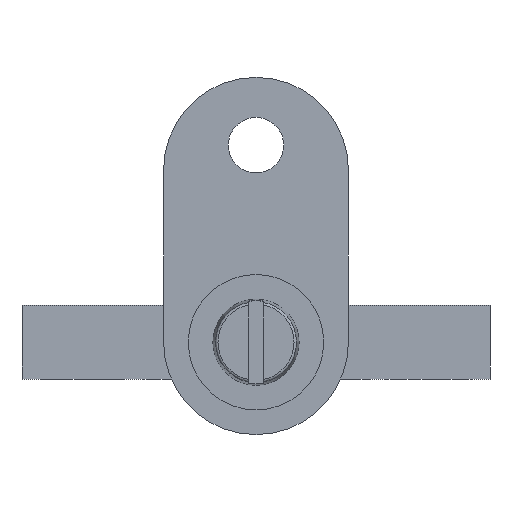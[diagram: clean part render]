
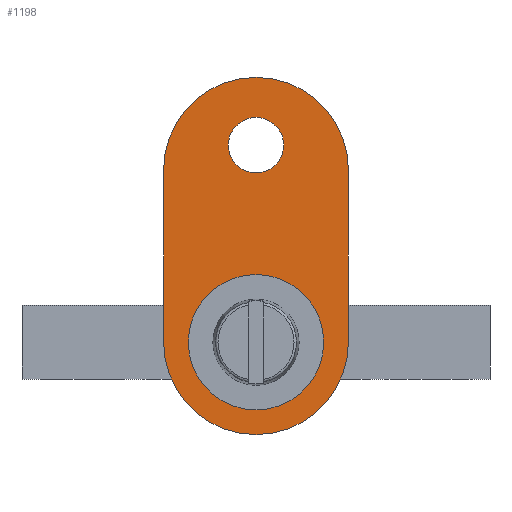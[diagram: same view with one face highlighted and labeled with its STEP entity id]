
A CAD part, front view. The second image highlights one B-rep face of the part: STEP entity #1198.
In plain terms, the highlighted planar face has unit normal (0, -1, 0).
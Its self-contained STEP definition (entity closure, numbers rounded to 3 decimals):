
#102=LINE('',#2230,#148);
#104=LINE('',#2237,#150);
#148=VECTOR('',#1653,14.);
#150=VECTOR('',#1661,14.);
#179=PLANE('',#1340);
#248=FACE_BOUND('',#506,.T.);
#249=FACE_BOUND('',#507,.T.);
#314=CIRCLE('',#1329,5.5);
#316=CIRCLE('',#1332,2.25);
#318=CIRCLE('',#1335,7.5);
#321=CIRCLE('',#1341,7.5);
#388=FACE_OUTER_BOUND('',#505,.T.);
#505=EDGE_LOOP('',(#1023,#1024,#1025,#1026));
#506=EDGE_LOOP('',(#1027));
#507=EDGE_LOOP('',(#1028));
#630=VERTEX_POINT('',#2207);
#632=VERTEX_POINT('',#2212);
#635=VERTEX_POINT('',#2218);
#636=VERTEX_POINT('',#2220);
#638=VERTEX_POINT('',#2226);
#641=VERTEX_POINT('',#2236);
#763=EDGE_CURVE('',#630,#630,#314,.T.);
#765=EDGE_CURVE('',#632,#632,#316,.T.);
#768=EDGE_CURVE('',#636,#635,#318,.T.);
#773=EDGE_CURVE('',#636,#638,#102,.T.);
#776=EDGE_CURVE('',#641,#635,#104,.T.);
#777=EDGE_CURVE('',#638,#641,#321,.T.);
#1023=ORIENTED_EDGE('',*,*,#776,.F.);
#1024=ORIENTED_EDGE('',*,*,#777,.F.);
#1025=ORIENTED_EDGE('',*,*,#773,.F.);
#1026=ORIENTED_EDGE('',*,*,#768,.T.);
#1027=ORIENTED_EDGE('',*,*,#763,.F.);
#1028=ORIENTED_EDGE('',*,*,#765,.F.);
#1198=ADVANCED_FACE('',(#388,#248,#249),#179,.F.);
#1329=AXIS2_PLACEMENT_3D('',#2208,#1631,#1632);
#1332=AXIS2_PLACEMENT_3D('',#2213,#1637,#1638);
#1335=AXIS2_PLACEMENT_3D('',#2221,#1644,#1645);
#1340=AXIS2_PLACEMENT_3D('',#2235,#1659,#1660);
#1341=AXIS2_PLACEMENT_3D('',#2238,#1662,#1663);
#1631=DIRECTION('center_axis',(0.,-1.,0.));
#1632=DIRECTION('ref_axis',(0.,0.,-1.));
#1637=DIRECTION('center_axis',(0.,-1.,0.));
#1638=DIRECTION('ref_axis',(0.,0.,-1.));
#1644=DIRECTION('center_axis',(0.,-1.,0.));
#1645=DIRECTION('ref_axis',(0.,0.,1.));
#1653=DIRECTION('',(1.,0.,0.));
#1659=DIRECTION('center_axis',(0.,1.,0.));
#1660=DIRECTION('ref_axis',(0.,0.,1.));
#1661=DIRECTION('',(-1.,0.,0.));
#1662=DIRECTION('center_axis',(0.,1.,0.));
#1663=DIRECTION('ref_axis',(0.,0.,1.));
#2207=CARTESIAN_POINT('',(-7.,0.,-5.5));
#2208=CARTESIAN_POINT('Origin',(-7.,0.,0.));
#2212=CARTESIAN_POINT('',(9.,0.,-2.25));
#2213=CARTESIAN_POINT('Origin',(9.,0.,0.));
#2218=CARTESIAN_POINT('',(-7.,0.,-7.5));
#2220=CARTESIAN_POINT('',(-7.,0.,7.5));
#2221=CARTESIAN_POINT('Origin',(-7.,0.,0.));
#2226=CARTESIAN_POINT('',(7.,0.,7.5));
#2230=CARTESIAN_POINT('',(-14.5,0.,7.5));
#2235=CARTESIAN_POINT('Origin',(-14.5,0.,7.5));
#2236=CARTESIAN_POINT('',(7.,0.,-7.5));
#2237=CARTESIAN_POINT('',(-14.5,0.,-7.5));
#2238=CARTESIAN_POINT('Origin',(7.,0.,0.));
